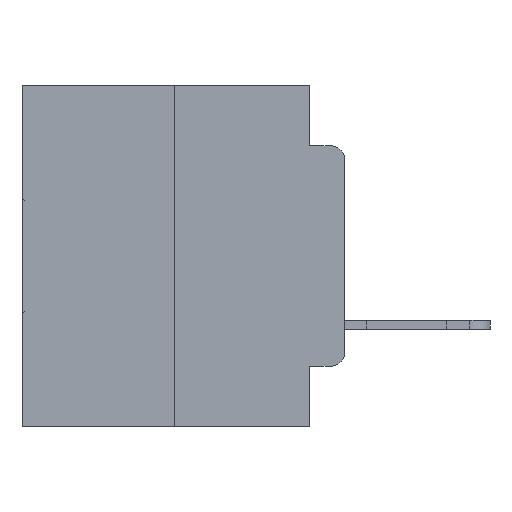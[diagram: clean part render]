
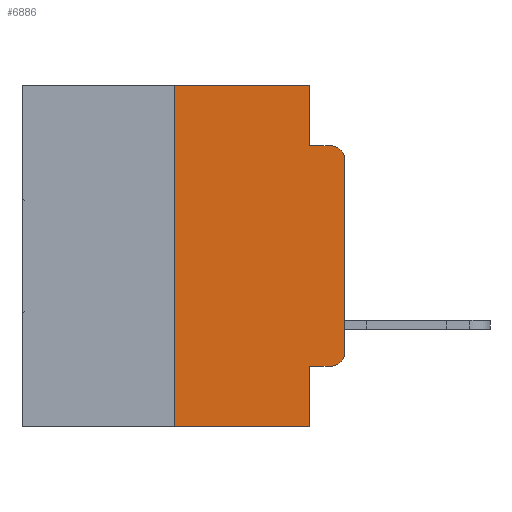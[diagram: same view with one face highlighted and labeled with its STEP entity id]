
A CAD part, left-side view. The second image highlights one B-rep face of the part: STEP entity #6886.
In plain terms, the highlighted planar face has unit normal (-1, 0, 0).
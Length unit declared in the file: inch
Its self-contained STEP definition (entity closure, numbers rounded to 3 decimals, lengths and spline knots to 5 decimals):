
#119 = VERTEX_POINT ( 'NONE', #27821 ) ;
#247 = VERTEX_POINT ( 'NONE', #23249 ) ;
#318 = VERTEX_POINT ( 'NONE', #11426 ) ;
#326 = DIRECTION ( 'NONE',  ( 0., 0., 1. ) ) ;
#706 = EDGE_CURVE ( 'NONE', #17188, #4383, #28626, .T. ) ;
#875 = DIRECTION ( 'NONE',  ( 0., -1., 0. ) ) ;
#1463 = AXIS2_PLACEMENT_3D ( 'NONE', #20146, #6434, #22362 ) ;
#1530 = LINE ( 'NONE', #23541, #13282 ) ;
#3279 = VECTOR ( 'NONE', #13860, 39.37008 ) ;
#4224 = AXIS2_PLACEMENT_3D ( 'NONE', #12299, #17498, #14464 ) ;
#4383 = VERTEX_POINT ( 'NONE', #20889 ) ;
#4772 = EDGE_CURVE ( 'NONE', #26442, #247, #27295, .T. ) ;
#5002 = FACE_OUTER_BOUND ( 'NONE', #11713, .T. ) ;
#5980 = CARTESIAN_POINT ( 'NONE',  ( 0., 0.051, 0. ) ) ;
#6262 = VECTOR ( 'NONE', #26198, 39.37008 ) ;
#6434 = DIRECTION ( 'NONE',  ( -1., 0., 0. ) ) ;
#6748 = LINE ( 'NONE', #8696, #24809 ) ;
#6778 = CARTESIAN_POINT ( 'NONE',  ( 0., 0.25, 0. ) ) ;
#6886 = ADVANCED_FACE ( 'NONE', ( #5002 ), #15133, .F. ) ;
#6904 = DIRECTION ( 'NONE',  ( 0., 0., -1. ) ) ;
#7058 = DIRECTION ( 'NONE',  ( 0., -1., 0. ) ) ;
#7293 = ORIENTED_EDGE ( 'NONE', *, *, #23920, .F. ) ;
#7426 = EDGE_CURVE ( 'NONE', #4383, #26783, #6748, .T. ) ;
#7599 = EDGE_CURVE ( 'NONE', #119, #26783, #27145, .T. ) ;
#8623 = EDGE_CURVE ( 'NONE', #318, #14171, #1530, .T. ) ;
#8662 = DIRECTION ( 'NONE',  ( 0., -1., 0. ) ) ;
#8696 = CARTESIAN_POINT ( 'NONE',  ( 0., 0.051, -0.0885 ) ) ;
#9083 = EDGE_CURVE ( 'NONE', #318, #247, #25060, .T. ) ;
#9828 = CARTESIAN_POINT ( 'NONE',  ( 0., 0.02, -0.0885 ) ) ;
#10206 = VERTEX_POINT ( 'NONE', #11617 ) ;
#11089 = CARTESIAN_POINT ( 'NONE',  ( 0., 0.051, 0. ) ) ;
#11410 = LINE ( 'NONE', #29258, #28332 ) ;
#11426 = CARTESIAN_POINT ( 'NONE',  ( 0., 0.25, -0.5 ) ) ;
#11617 = CARTESIAN_POINT ( 'NONE',  ( 0., 0., -0.3915 ) ) ;
#11713 = EDGE_LOOP ( 'NONE', ( #15118, #14785, #19710, #12302, #7293, #26314, #17269, #24170, #21657, #20980 ) ) ;
#11945 = VECTOR ( 'NONE', #326, 39.37008 ) ;
#12299 = CARTESIAN_POINT ( 'NONE',  ( 0., 0.02, -0.1085 ) ) ;
#12302 = ORIENTED_EDGE ( 'NONE', *, *, #706, .F. ) ;
#12652 = LINE ( 'NONE', #23162, #11945 ) ;
#13282 = VECTOR ( 'NONE', #25733, 39.37008 ) ;
#13762 = AXIS2_PLACEMENT_3D ( 'NONE', #15103, #15457, #6904 ) ;
#13860 = DIRECTION ( 'NONE',  ( 0., 0., -1. ) ) ;
#14171 = VERTEX_POINT ( 'NONE', #6778 ) ;
#14464 = DIRECTION ( 'NONE',  ( 0., 0., -1. ) ) ;
#14785 = ORIENTED_EDGE ( 'NONE', *, *, #7599, .T. ) ;
#15103 = CARTESIAN_POINT ( 'NONE',  ( 0., 0.473, 0. ) ) ;
#15118 = ORIENTED_EDGE ( 'NONE', *, *, #26744, .T. ) ;
#15133 = PLANE ( 'NONE',  #13762 ) ;
#15457 = DIRECTION ( 'NONE',  ( 1., 0., 0. ) ) ;
#17188 = VERTEX_POINT ( 'NONE', #5980 ) ;
#17269 = ORIENTED_EDGE ( 'NONE', *, *, #9083, .T. ) ;
#17498 = DIRECTION ( 'NONE',  ( -1., 0., 0. ) ) ;
#18175 = VERTEX_POINT ( 'NONE', #22821 ) ;
#18520 = CARTESIAN_POINT ( 'NONE',  ( 0., 0.473, -0.5 ) ) ;
#18740 = LINE ( 'NONE', #26024, #23879 ) ;
#19710 = ORIENTED_EDGE ( 'NONE', *, *, #7426, .F. ) ;
#20146 = CARTESIAN_POINT ( 'NONE',  ( 0., 0.02, -0.3915 ) ) ;
#20889 = CARTESIAN_POINT ( 'NONE',  ( 0., 0.051, -0.0885 ) ) ;
#20980 = ORIENTED_EDGE ( 'NONE', *, *, #22675, .T. ) ;
#21657 = ORIENTED_EDGE ( 'NONE', *, *, #27893, .T. ) ;
#22362 = DIRECTION ( 'NONE',  ( 0., 0., -1. ) ) ;
#22675 = EDGE_CURVE ( 'NONE', #18175, #10206, #28687, .T. ) ;
#22821 = CARTESIAN_POINT ( 'NONE',  ( 0., 0.02, -0.4115 ) ) ;
#22956 = DIRECTION ( 'NONE',  ( 0., -1., 0. ) ) ;
#23162 = CARTESIAN_POINT ( 'NONE',  ( 0., 0., 0. ) ) ;
#23249 = CARTESIAN_POINT ( 'NONE',  ( 0., 0.051, -0.5 ) ) ;
#23541 = CARTESIAN_POINT ( 'NONE',  ( 0., 0.25, 0. ) ) ;
#23879 = VECTOR ( 'NONE', #875, 39.37008 ) ;
#23920 = EDGE_CURVE ( 'NONE', #14171, #17188, #11410, .T. ) ;
#24170 = ORIENTED_EDGE ( 'NONE', *, *, #4772, .F. ) ;
#24376 = VECTOR ( 'NONE', #7058, 39.37008 ) ;
#24809 = VECTOR ( 'NONE', #8662, 39.37008 ) ;
#25060 = LINE ( 'NONE', #18520, #24376 ) ;
#25733 = DIRECTION ( 'NONE',  ( 0., 0., 1. ) ) ;
#26024 = CARTESIAN_POINT ( 'NONE',  ( 0., 0.051, -0.4115 ) ) ;
#26198 = DIRECTION ( 'NONE',  ( 0., 0., -1. ) ) ;
#26204 = CARTESIAN_POINT ( 'NONE',  ( 0., 0.051, 0. ) ) ;
#26314 = ORIENTED_EDGE ( 'NONE', *, *, #8623, .F. ) ;
#26442 = VERTEX_POINT ( 'NONE', #28570 ) ;
#26744 = EDGE_CURVE ( 'NONE', #10206, #119, #12652, .T. ) ;
#26783 = VERTEX_POINT ( 'NONE', #9828 ) ;
#27145 = CIRCLE ( 'NONE', #4224, 0.02 ) ;
#27295 = LINE ( 'NONE', #11089, #3279 ) ;
#27821 = CARTESIAN_POINT ( 'NONE',  ( 0., 0., -0.1085 ) ) ;
#27893 = EDGE_CURVE ( 'NONE', #26442, #18175, #18740, .T. ) ;
#28332 = VECTOR ( 'NONE', #22956, 39.37008 ) ;
#28570 = CARTESIAN_POINT ( 'NONE',  ( 0., 0.051, -0.4115 ) ) ;
#28626 = LINE ( 'NONE', #26204, #6262 ) ;
#28687 = CIRCLE ( 'NONE', #1463, 0.02 ) ;
#29258 = CARTESIAN_POINT ( 'NONE',  ( 0., 0.473, 0. ) ) ;
